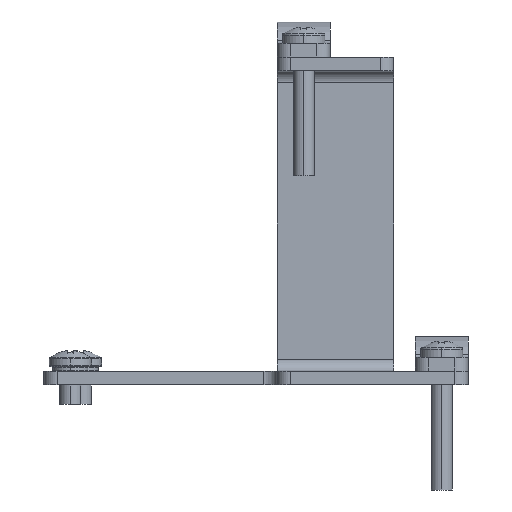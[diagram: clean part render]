
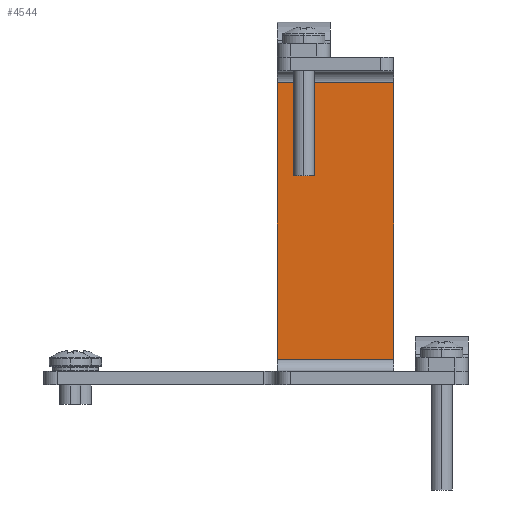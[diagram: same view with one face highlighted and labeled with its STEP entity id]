
A CAD part, left-side view. The second image highlights one B-rep face of the part: STEP entity #4544.
In plain terms, the highlighted planar face has unit normal (-1, 0, 0).
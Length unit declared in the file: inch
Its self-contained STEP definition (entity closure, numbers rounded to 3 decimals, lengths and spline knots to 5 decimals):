
#619 = DIRECTION ( 'NONE',  ( 0., 0., 1. ) ) ;
#1784 = VERTEX_POINT ( 'NONE', #2938 ) ;
#1941 = LINE ( 'NONE', #20810, #3266 ) ;
#1959 = ORIENTED_EDGE ( 'NONE', *, *, #20160, .T. ) ;
#2938 = CARTESIAN_POINT ( 'NONE',  ( 3.13976, 0.70866, 0.19291 ) ) ;
#3266 = VECTOR ( 'NONE', #19461, 39.37008 ) ;
#4373 = CARTESIAN_POINT ( 'NONE',  ( 3.13976, 0.70866, 0.19291 ) ) ;
#4544 = ADVANCED_FACE ( 'NONE', ( #17482 ), #7145, .T. ) ;
#5672 = EDGE_CURVE ( 'NONE', #15250, #11187, #1941, .T. ) ;
#6572 = EDGE_CURVE ( 'NONE', #15728, #15250, #12846, .T. ) ;
#7001 = VECTOR ( 'NONE', #16247, 39.37008 ) ;
#7145 = PLANE ( 'NONE',  #20895 ) ;
#7339 = CARTESIAN_POINT ( 'NONE',  ( 3.13976, 0.70866, 2.24213 ) ) ;
#7370 = ORIENTED_EDGE ( 'NONE', *, *, #6572, .T. ) ;
#7372 = CARTESIAN_POINT ( 'NONE',  ( 3.13976, -0.15748, 2.33268 ) ) ;
#7438 = CARTESIAN_POINT ( 'NONE',  ( 3.13976, -0.15748, 2.24213 ) ) ;
#7955 = CARTESIAN_POINT ( 'NONE',  ( 3.13976, 0.70866, 2.33268 ) ) ;
#8137 = EDGE_LOOP ( 'NONE', ( #8988, #1959, #7370, #21969 ) ) ;
#8988 = ORIENTED_EDGE ( 'NONE', *, *, #17151, .T. ) ;
#9052 = VECTOR ( 'NONE', #21450, 39.37008 ) ;
#10113 = LINE ( 'NONE', #7955, #9052 ) ;
#10520 = LINE ( 'NONE', #4373, #7001 ) ;
#11187 = VERTEX_POINT ( 'NONE', #7339 ) ;
#12846 = LINE ( 'NONE', #15758, #19781 ) ;
#15250 = VERTEX_POINT ( 'NONE', #7438 ) ;
#15728 = VERTEX_POINT ( 'NONE', #17316 ) ;
#15758 = CARTESIAN_POINT ( 'NONE',  ( 3.13976, -0.15748, 2.33268 ) ) ;
#16247 = DIRECTION ( 'NONE',  ( 0., -1., 0. ) ) ;
#17151 = EDGE_CURVE ( 'NONE', #11187, #1784, #10113, .T. ) ;
#17316 = CARTESIAN_POINT ( 'NONE',  ( 3.13976, -0.15748, 0.19291 ) ) ;
#17394 = DIRECTION ( 'NONE',  ( 0., 0., 1. ) ) ;
#17482 = FACE_OUTER_BOUND ( 'NONE', #8137, .T. ) ;
#19347 = DIRECTION ( 'NONE',  ( -1., 0., 0. ) ) ;
#19461 = DIRECTION ( 'NONE',  ( 0., 1., 0. ) ) ;
#19781 = VECTOR ( 'NONE', #17394, 39.37008 ) ;
#20160 = EDGE_CURVE ( 'NONE', #1784, #15728, #10520, .T. ) ;
#20810 = CARTESIAN_POINT ( 'NONE',  ( 3.13976, -0.15748, 2.24213 ) ) ;
#20895 = AXIS2_PLACEMENT_3D ( 'NONE', #7372, #19347, #619 ) ;
#21450 = DIRECTION ( 'NONE',  ( 0., 0., -1. ) ) ;
#21969 = ORIENTED_EDGE ( 'NONE', *, *, #5672, .T. ) ;
